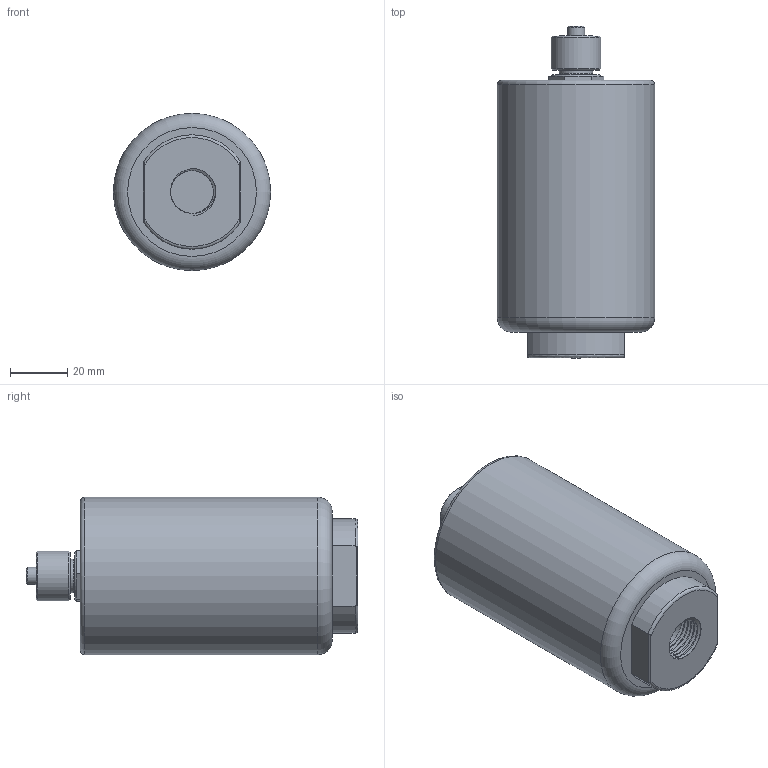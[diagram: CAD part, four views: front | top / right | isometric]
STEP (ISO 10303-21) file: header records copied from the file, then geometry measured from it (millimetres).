
FILE_DESCRIPTION (( 'STEP AP214' ), '1' );
FILE_NAME ('U001A26X1-AI.STEP', '2021-02-09T09:01:02', ( '' ), ( '' ), 'SwSTEP 2.0', 'SolidWorks 2020', '' );
FILE_SCHEMA (( 'AUTOMOTIVE_DESIGN' ));
Length unit declared in the file: millimetre
Products named in the file (3): Charging adaptor; U001-AI; U001A26X1-AI
Assembly tree (2 placements, depth 2):
  U001A26X1-AI
    U001-AI
    Charging adaptor
Bounding box: 55 x 116 x 55 mm (x, y, z)
Volume: 214203.6 mm3; surface area: 24514.4 mm2
Topology: 2 solids, 2 shells, 69 faces, 152 edges, 95 vertices
Faces by surface type: plane 36, cylinder 18, torus 9, bspline 3, cone 3
Full cylindrical faces by diameter (mm): 2.5 x2, 6 x1, 11.671 x2, 13 x1, 14.95 x5, 17.3 x1, 45 x1, 55 x1
Entity records: 2769 total; most frequent: CARTESIAN_POINT 1397, DIRECTION 269, ORIENTED_EDGE 224, AXIS2_PLACEMENT_3D 113, EDGE_CURVE 112, EDGE_LOOP 96, FACE_OUTER_BOUND 81, VERTEX_POINT 80
